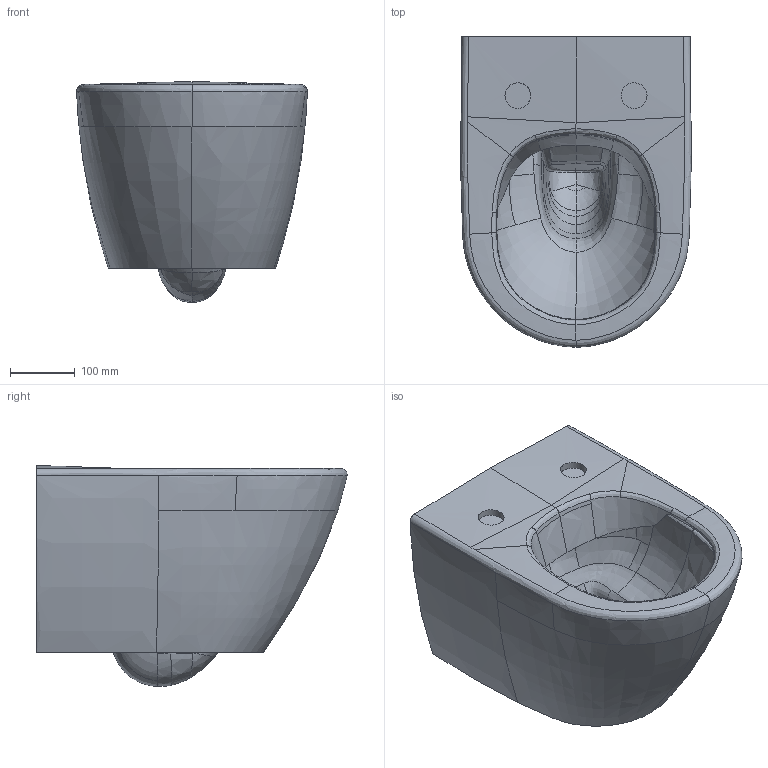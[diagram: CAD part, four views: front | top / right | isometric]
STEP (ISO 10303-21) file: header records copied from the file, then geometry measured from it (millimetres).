
FILE_DESCRIPTION(/* description */ (''),/* implementation_level */ '2;1');
FILE_NAME(/* name */ '5606R0_Subway_WWC_Compact_DirectFlush.stp',/* time_stamp */ '2019-01-28T14:57:59+01:00',/* author */ (''),/* organization */ (''),/* preprocessor_version */ 'ST-DEVELOPER v16',/* originating_system */ 'SIEMENS PLM Software NX 10.0',/* authorisation */ '');
FILE_SCHEMA (('AUTOMOTIVE_DESIGN { 1 0 10303 214 3 1 1 1 }'));
Products named in the file (1): math0D101F9D13q1
Bounding box: 357.16 x 480.52 x 342.02 mm (x, y, z)
Volume: 25623432.1 mm3; surface area: 848519.1 mm2
Topology: 1 solids, 1 shells, 294 faces, 774 edges, 477 vertices
Faces by surface type: bspline 272, plane 8, sphere 5, extrusion 5, cylinder 4
Full cylindrical faces by diameter (mm): 39.8 x2
Entity records: 47909 total; most frequent: CARTESIAN_POINT 43168, ORIENTED_EDGE 1520, EDGE_CURVE 760, B_SPLINE_CURVE_WITH_KNOTS 647, VERTEX_POINT 473, EDGE_LOOP 299, ADVANCED_FACE 294, FACE_OUTER_BOUND 289
